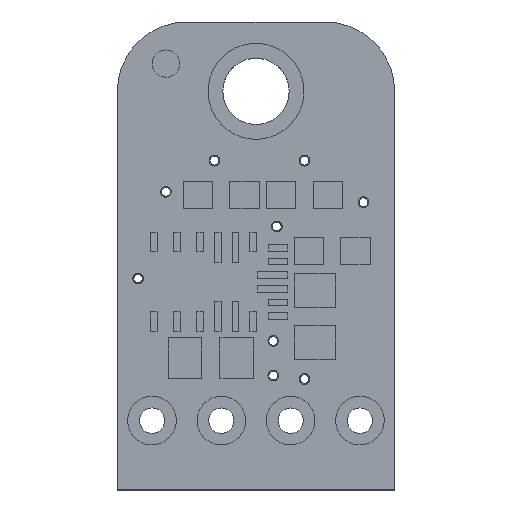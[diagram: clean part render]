
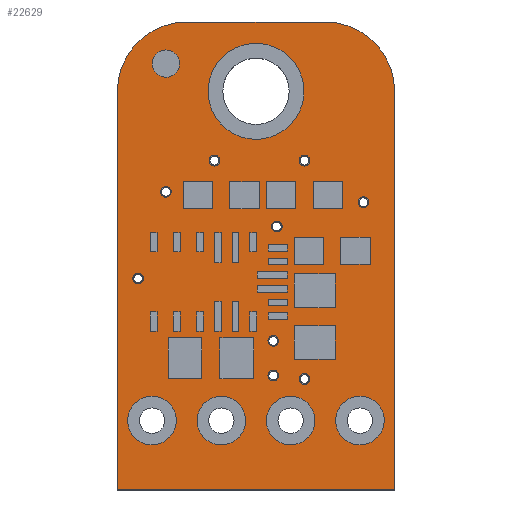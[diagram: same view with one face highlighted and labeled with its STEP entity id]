
A CAD part, top view. The second image highlights one B-rep face of the part: STEP entity #22629.
In plain terms, the highlighted planar face has unit normal (0, 0, 1).
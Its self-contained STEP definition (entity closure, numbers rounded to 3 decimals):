
#331=FACE_BOUND('',#3908,.T.);
#332=FACE_BOUND('',#3909,.T.);
#333=FACE_BOUND('',#3910,.T.);
#334=FACE_BOUND('',#3911,.T.);
#335=FACE_BOUND('',#3912,.T.);
#336=FACE_BOUND('',#3913,.T.);
#337=FACE_BOUND('',#3914,.T.);
#338=FACE_BOUND('',#3915,.T.);
#339=FACE_BOUND('',#3916,.T.);
#340=FACE_BOUND('',#3917,.T.);
#341=FACE_BOUND('',#3918,.T.);
#342=FACE_BOUND('',#3919,.T.);
#343=FACE_BOUND('',#3920,.T.);
#344=FACE_BOUND('',#3921,.T.);
#1399=PLANE('',#24285);
#2579=FACE_OUTER_BOUND('',#3907,.T.);
#3907=EDGE_LOOP('',(#21121,#21122,#21123,#21124,#21125,#21126));
#3908=EDGE_LOOP('',(#21127));
#3909=EDGE_LOOP('',(#21128));
#3910=EDGE_LOOP('',(#21129));
#3911=EDGE_LOOP('',(#21130));
#3912=EDGE_LOOP('',(#21131));
#3913=EDGE_LOOP('',(#21132));
#3914=EDGE_LOOP('',(#21133));
#3915=EDGE_LOOP('',(#21134));
#3916=EDGE_LOOP('',(#21135));
#3917=EDGE_LOOP('',(#21136));
#3918=EDGE_LOOP('',(#21137));
#3919=EDGE_LOOP('',(#21138));
#3920=EDGE_LOOP('',(#21139));
#3921=EDGE_LOOP('',(#21140));
#6710=LINE('',#36471,#9472);
#6714=LINE('',#36483,#9476);
#6717=LINE('',#36489,#9479);
#6720=LINE('',#36493,#9482);
#9472=VECTOR('',#30052,10.);
#9476=VECTOR('',#30064,10.);
#9479=VECTOR('',#30069,10.);
#9482=VECTOR('',#30074,10.);
#9800=CIRCLE('',#24235,1.25);
#9802=CIRCLE('',#24238,0.197);
#9804=CIRCLE('',#24241,0.197);
#9806=CIRCLE('',#24244,0.197);
#9808=CIRCLE('',#24247,0.5);
#9810=CIRCLE('',#24250,0.197);
#9812=CIRCLE('',#24253,0.5);
#9814=CIRCLE('',#24256,0.197);
#9816=CIRCLE('',#24259,0.5);
#9818=CIRCLE('',#24262,0.197);
#9820=CIRCLE('',#24265,0.197);
#9822=CIRCLE('',#24268,0.197);
#9824=CIRCLE('',#24271,0.5);
#9826=CIRCLE('',#24274,0.197);
#9828=CIRCLE('',#24277,2.54);
#9830=CIRCLE('',#24281,2.54);
#11860=VERTEX_POINT('',#36377);
#11862=VERTEX_POINT('',#36383);
#11864=VERTEX_POINT('',#36389);
#11866=VERTEX_POINT('',#36395);
#11868=VERTEX_POINT('',#36401);
#11870=VERTEX_POINT('',#36407);
#11872=VERTEX_POINT('',#36413);
#11874=VERTEX_POINT('',#36419);
#11876=VERTEX_POINT('',#36425);
#11878=VERTEX_POINT('',#36431);
#11880=VERTEX_POINT('',#36437);
#11882=VERTEX_POINT('',#36443);
#11884=VERTEX_POINT('',#36449);
#11886=VERTEX_POINT('',#36455);
#11889=VERTEX_POINT('',#36462);
#11890=VERTEX_POINT('',#36464);
#11892=VERTEX_POINT('',#36470);
#11894=VERTEX_POINT('',#36476);
#11896=VERTEX_POINT('',#36482);
#11898=VERTEX_POINT('',#36488);
#14935=EDGE_CURVE('',#11860,#11860,#9800,.T.);
#14938=EDGE_CURVE('',#11862,#11862,#9802,.T.);
#14941=EDGE_CURVE('',#11864,#11864,#9804,.T.);
#14944=EDGE_CURVE('',#11866,#11866,#9806,.T.);
#14947=EDGE_CURVE('',#11868,#11868,#9808,.T.);
#14950=EDGE_CURVE('',#11870,#11870,#9810,.T.);
#14953=EDGE_CURVE('',#11872,#11872,#9812,.T.);
#14956=EDGE_CURVE('',#11874,#11874,#9814,.T.);
#14959=EDGE_CURVE('',#11876,#11876,#9816,.T.);
#14962=EDGE_CURVE('',#11878,#11878,#9818,.T.);
#14965=EDGE_CURVE('',#11880,#11880,#9820,.T.);
#14968=EDGE_CURVE('',#11882,#11882,#9822,.T.);
#14971=EDGE_CURVE('',#11884,#11884,#9824,.T.);
#14974=EDGE_CURVE('',#11886,#11886,#9826,.T.);
#14977=EDGE_CURVE('',#11890,#11889,#9828,.T.);
#14980=EDGE_CURVE('',#11892,#11890,#6710,.T.);
#14983=EDGE_CURVE('',#11894,#11892,#9830,.T.);
#14986=EDGE_CURVE('',#11896,#11894,#6714,.T.);
#14989=EDGE_CURVE('',#11898,#11896,#6717,.T.);
#14992=EDGE_CURVE('',#11889,#11898,#6720,.T.);
#21121=ORIENTED_EDGE('',*,*,#14992,.T.);
#21122=ORIENTED_EDGE('',*,*,#14989,.T.);
#21123=ORIENTED_EDGE('',*,*,#14986,.T.);
#21124=ORIENTED_EDGE('',*,*,#14983,.T.);
#21125=ORIENTED_EDGE('',*,*,#14980,.T.);
#21126=ORIENTED_EDGE('',*,*,#14977,.T.);
#21127=ORIENTED_EDGE('',*,*,#14935,.T.);
#21128=ORIENTED_EDGE('',*,*,#14938,.T.);
#21129=ORIENTED_EDGE('',*,*,#14941,.T.);
#21130=ORIENTED_EDGE('',*,*,#14944,.T.);
#21131=ORIENTED_EDGE('',*,*,#14947,.T.);
#21132=ORIENTED_EDGE('',*,*,#14950,.T.);
#21133=ORIENTED_EDGE('',*,*,#14953,.T.);
#21134=ORIENTED_EDGE('',*,*,#14956,.T.);
#21135=ORIENTED_EDGE('',*,*,#14959,.T.);
#21136=ORIENTED_EDGE('',*,*,#14962,.T.);
#21137=ORIENTED_EDGE('',*,*,#14965,.T.);
#21138=ORIENTED_EDGE('',*,*,#14968,.T.);
#21139=ORIENTED_EDGE('',*,*,#14971,.T.);
#21140=ORIENTED_EDGE('',*,*,#14974,.T.);
#22629=ADVANCED_FACE('',(#2579,#331,#332,#333,#334,#335,#336,#337,#338,
#339,#340,#341,#342,#343,#344),#1399,.T.);
#24235=AXIS2_PLACEMENT_3D('',#36379,#29948,#29949);
#24238=AXIS2_PLACEMENT_3D('',#36385,#29955,#29956);
#24241=AXIS2_PLACEMENT_3D('',#36391,#29962,#29963);
#24244=AXIS2_PLACEMENT_3D('',#36397,#29969,#29970);
#24247=AXIS2_PLACEMENT_3D('',#36403,#29976,#29977);
#24250=AXIS2_PLACEMENT_3D('',#36409,#29983,#29984);
#24253=AXIS2_PLACEMENT_3D('',#36415,#29990,#29991);
#24256=AXIS2_PLACEMENT_3D('',#36421,#29997,#29998);
#24259=AXIS2_PLACEMENT_3D('',#36427,#30004,#30005);
#24262=AXIS2_PLACEMENT_3D('',#36433,#30011,#30012);
#24265=AXIS2_PLACEMENT_3D('',#36439,#30018,#30019);
#24268=AXIS2_PLACEMENT_3D('',#36445,#30025,#30026);
#24271=AXIS2_PLACEMENT_3D('',#36451,#30032,#30033);
#24274=AXIS2_PLACEMENT_3D('',#36457,#30039,#30040);
#24277=AXIS2_PLACEMENT_3D('',#36465,#30046,#30047);
#24281=AXIS2_PLACEMENT_3D('',#36477,#30058,#30059);
#24285=AXIS2_PLACEMENT_3D('',#36494,#30075,#30076);
#29948=DIRECTION('center_axis',(0.,0.,-1.));
#29949=DIRECTION('ref_axis',(1.,0.,0.));
#29955=DIRECTION('center_axis',(0.,0.,-1.));
#29956=DIRECTION('ref_axis',(1.,0.,0.));
#29962=DIRECTION('center_axis',(0.,0.,-1.));
#29963=DIRECTION('ref_axis',(1.,0.,0.));
#29969=DIRECTION('center_axis',(0.,0.,-1.));
#29970=DIRECTION('ref_axis',(1.,0.,0.));
#29976=DIRECTION('center_axis',(0.,0.,-1.));
#29977=DIRECTION('ref_axis',(1.,0.,0.));
#29983=DIRECTION('center_axis',(0.,0.,-1.));
#29984=DIRECTION('ref_axis',(1.,0.,0.));
#29990=DIRECTION('center_axis',(0.,0.,-1.));
#29991=DIRECTION('ref_axis',(1.,0.,0.));
#29997=DIRECTION('center_axis',(0.,0.,-1.));
#29998=DIRECTION('ref_axis',(1.,0.,0.));
#30004=DIRECTION('center_axis',(0.,0.,-1.));
#30005=DIRECTION('ref_axis',(1.,0.,0.));
#30011=DIRECTION('center_axis',(0.,0.,-1.));
#30012=DIRECTION('ref_axis',(1.,0.,0.));
#30018=DIRECTION('center_axis',(0.,0.,-1.));
#30019=DIRECTION('ref_axis',(1.,0.,0.));
#30025=DIRECTION('center_axis',(0.,0.,-1.));
#30026=DIRECTION('ref_axis',(1.,0.,0.));
#30032=DIRECTION('center_axis',(0.,0.,-1.));
#30033=DIRECTION('ref_axis',(1.,0.,0.));
#30039=DIRECTION('center_axis',(0.,0.,-1.));
#30040=DIRECTION('ref_axis',(1.,0.,0.));
#30046=DIRECTION('center_axis',(0.,0.,1.));
#30047=DIRECTION('ref_axis',(0.,1.,0.));
#30052=DIRECTION('',(-1.,0.,0.));
#30058=DIRECTION('center_axis',(0.,0.,1.));
#30059=DIRECTION('ref_axis',(1.,0.,0.));
#30064=DIRECTION('',(0.,1.,0.));
#30069=DIRECTION('',(1.,0.,0.));
#30074=DIRECTION('',(0.,-1.,0.));
#30075=DIRECTION('center_axis',(0.,0.,1.));
#30076=DIRECTION('ref_axis',(1.,0.,0.));
#36377=CARTESIAN_POINT('',(3.83,14.605,0.053));
#36379=CARTESIAN_POINT('Origin',(5.08,14.605,0.053));
#36383=CARTESIAN_POINT('',(3.359,12.065,0.053));
#36385=CARTESIAN_POINT('Origin',(3.556,12.065,0.053));
#36389=CARTESIAN_POINT('',(6.661,4.064,0.053));
#36391=CARTESIAN_POINT('Origin',(6.858,4.064,0.053));
#36395=CARTESIAN_POINT('',(1.581,10.922,0.053));
#36397=CARTESIAN_POINT('Origin',(1.778,10.922,0.053));
#36401=CARTESIAN_POINT('',(5.85,2.54,0.053));
#36403=CARTESIAN_POINT('Origin',(6.35,2.54,0.053));
#36407=CARTESIAN_POINT('',(5.518,4.191,0.053));
#36409=CARTESIAN_POINT('Origin',(5.715,4.191,0.053));
#36413=CARTESIAN_POINT('',(0.77,2.54,0.053));
#36415=CARTESIAN_POINT('Origin',(1.27,2.54,0.053));
#36419=CARTESIAN_POINT('',(5.518,5.461,0.053));
#36421=CARTESIAN_POINT('Origin',(5.715,5.461,0.053));
#36425=CARTESIAN_POINT('',(8.39,2.54,0.053));
#36427=CARTESIAN_POINT('Origin',(8.89,2.54,0.053));
#36431=CARTESIAN_POINT('',(5.645,9.652,0.053));
#36433=CARTESIAN_POINT('Origin',(5.842,9.652,0.053));
#36437=CARTESIAN_POINT('',(6.661,12.065,0.053));
#36439=CARTESIAN_POINT('Origin',(6.858,12.065,0.053));
#36443=CARTESIAN_POINT('',(0.565,7.747,0.053));
#36445=CARTESIAN_POINT('Origin',(0.762,7.747,0.053));
#36449=CARTESIAN_POINT('',(3.31,2.54,0.053));
#36451=CARTESIAN_POINT('Origin',(3.81,2.54,0.053));
#36455=CARTESIAN_POINT('',(8.82,10.541,0.053));
#36457=CARTESIAN_POINT('Origin',(9.017,10.541,0.053));
#36462=CARTESIAN_POINT('',(0.,14.605,0.053));
#36464=CARTESIAN_POINT('',(2.54,17.145,0.053));
#36465=CARTESIAN_POINT('Origin',(2.54,14.605,0.053));
#36470=CARTESIAN_POINT('',(7.62,17.145,0.053));
#36471=CARTESIAN_POINT('',(7.62,17.145,0.053));
#36476=CARTESIAN_POINT('',(10.16,14.605,0.053));
#36477=CARTESIAN_POINT('Origin',(7.62,14.605,0.053));
#36482=CARTESIAN_POINT('',(10.16,0.,0.053));
#36483=CARTESIAN_POINT('',(10.16,0.,0.053));
#36488=CARTESIAN_POINT('',(0.,0.,0.053));
#36489=CARTESIAN_POINT('',(0.,0.,0.053));
#36493=CARTESIAN_POINT('',(0.,14.605,0.053));
#36494=CARTESIAN_POINT('Origin',(5.08,8.573,0.053));
